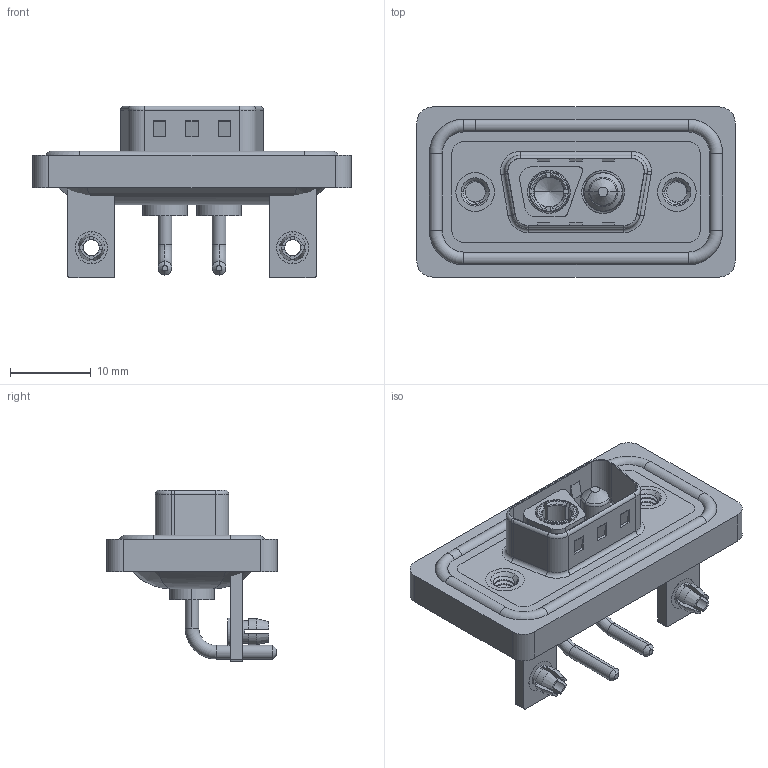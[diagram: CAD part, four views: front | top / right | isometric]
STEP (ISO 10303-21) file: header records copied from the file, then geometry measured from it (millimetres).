
FILE_DESCRIPTION (( 'STEP AP203' ), '1' );
FILE_NAME ('629W2WK2240-1NB.STEP', '2024-04-11T11:49:49', ( '' ), ( '' ), 'SwSTEP 2.0', 'SolidWorks 2023', '' );
FILE_SCHEMA (( 'CONFIG_CONTROL_DESIGN' ));
Length unit declared in the file: millimetre
Products named in the file (10): 629Combo Threaded Rivet_B; 629Combo Waterproof Housing_09 Contacts; Power Pin_10A RA; Power Socket_10A RA; 629Combo Housing_2WK2; 629Combo Stabilizer Bracket; 629Combo Shell Front_09 Contacts; 629W2WK2240-1NB; 629Combo Board Lock; 629Combo Shell Rear_09 Contacts
Assembly tree (12 placements, depth 2):
  629W2WK2240-1NB
    629Combo Housing_2WK2
    629Combo Shell Rear_09 Contacts
    629Combo Shell Front_09 Contacts
    629Combo Waterproof Housing_09 Contacts
    629Combo Threaded Rivet_B  x2
    629Combo Stabilizer Bracket  x2
    629Combo Board Lock  x2
    Power Socket_10A RA
    Power Pin_10A RA
Bounding box: 39.5 x 21.1 x 21.3 mm (x, y, z)
Volume: 4871.8 mm3; surface area: 8226.3 mm2
Topology: 15 solids, 15 shells, 672 faces, 1690 edges, 1070 vertices
Faces by surface type: cylinder 281, plane 257, torus 74, cone 48, bspline 12
Entity records: 20213 total; most frequent: CARTESIAN_POINT 5057, DIRECTION 3089, ORIENTED_EDGE 2854, EDGE_CURVE 1427, AXIS2_PLACEMENT_3D 1189, VERTEX_POINT 905, VECTOR 711, LINE 711
